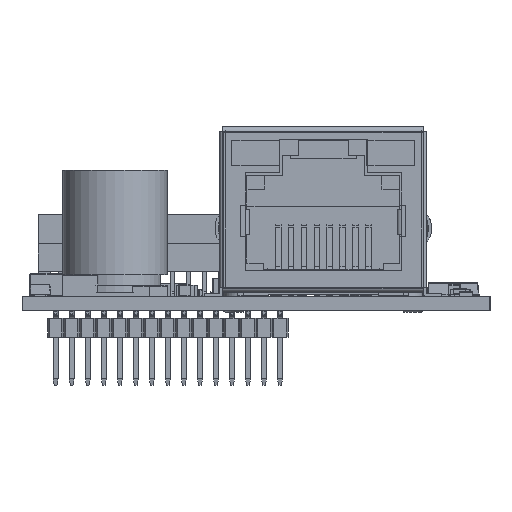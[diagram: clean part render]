
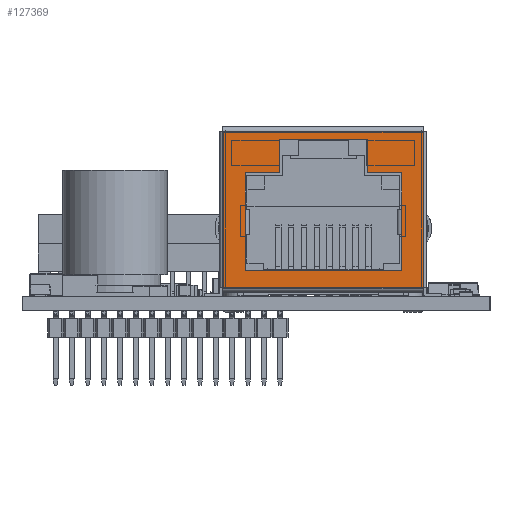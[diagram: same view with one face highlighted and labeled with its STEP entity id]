
A CAD part, left-side view. The second image highlights one B-rep face of the part: STEP entity #127369.
In plain terms, the highlighted planar face has unit normal (-1, 0, 0).
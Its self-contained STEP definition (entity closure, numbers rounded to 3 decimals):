
#1612=FACE_BOUND('',#21643,.T.);
#14690=FACE_OUTER_BOUND('',#21642,.T.);
#21642=EDGE_LOOP('',(#106796,#106797,#106798,#106799,#106800,#106801,#106802,
#106803));
#21643=EDGE_LOOP('',(#106804,#106805,#106806,#106807,#106808,#106809,#106810,
#106811,#106812,#106813,#106814,#106815));
#32939=LINE('',#196758,#47482);
#33018=LINE('',#196966,#47561);
#33023=LINE('',#196975,#47566);
#33024=LINE('',#196978,#47567);
#33025=LINE('',#196980,#47568);
#33026=LINE('',#196982,#47569);
#33027=LINE('',#196984,#47570);
#33028=LINE('',#196985,#47571);
#33029=LINE('',#196986,#47572);
#33030=LINE('',#196989,#47573);
#33031=LINE('',#196991,#47574);
#33032=LINE('',#196993,#47575);
#33033=LINE('',#196995,#47576);
#33034=LINE('',#196997,#47577);
#33035=LINE('',#196999,#47578);
#33036=LINE('',#197001,#47579);
#33037=LINE('',#197003,#47580);
#33038=LINE('',#197004,#47581);
#33039=LINE('',#197006,#47582);
#33040=LINE('',#197007,#47583);
#47482=VECTOR('',#159800,1.);
#47561=VECTOR('',#159957,1.);
#47566=VECTOR('',#159964,1.);
#47567=VECTOR('',#159967,1.);
#47568=VECTOR('',#159968,1.);
#47569=VECTOR('',#159969,1.);
#47570=VECTOR('',#159970,1.);
#47571=VECTOR('',#159971,1.);
#47572=VECTOR('',#159972,1.);
#47573=VECTOR('',#159973,1.);
#47574=VECTOR('',#159974,1.);
#47575=VECTOR('',#159975,1.);
#47576=VECTOR('',#159976,1.);
#47577=VECTOR('',#159977,1.);
#47578=VECTOR('',#159978,1.);
#47579=VECTOR('',#159979,1.);
#47580=VECTOR('',#159980,1.);
#47581=VECTOR('',#159981,1.);
#47582=VECTOR('',#159982,1.);
#47583=VECTOR('',#159983,1.);
#59977=VERTEX_POINT('',#196754);
#59979=VERTEX_POINT('',#196757);
#60009=VERTEX_POINT('',#196824);
#60068=VERTEX_POINT('',#196963);
#60069=VERTEX_POINT('',#196965);
#60072=VERTEX_POINT('',#196973);
#60073=VERTEX_POINT('',#196977);
#60074=VERTEX_POINT('',#196979);
#60075=VERTEX_POINT('',#196981);
#60076=VERTEX_POINT('',#196983);
#60077=VERTEX_POINT('',#196987);
#60078=VERTEX_POINT('',#196988);
#60079=VERTEX_POINT('',#196990);
#60080=VERTEX_POINT('',#196992);
#60081=VERTEX_POINT('',#196994);
#60082=VERTEX_POINT('',#196996);
#60083=VERTEX_POINT('',#196998);
#60084=VERTEX_POINT('',#197000);
#60085=VERTEX_POINT('',#197002);
#60086=VERTEX_POINT('',#197005);
#77130=EDGE_CURVE('',#59979,#59977,#32939,.T.);
#77233=EDGE_CURVE('',#60068,#60069,#33018,.T.);
#77238=EDGE_CURVE('',#60072,#60009,#33023,.T.);
#77239=EDGE_CURVE('',#60072,#60073,#33024,.T.);
#77240=EDGE_CURVE('',#60074,#60073,#33025,.T.);
#77241=EDGE_CURVE('',#60074,#60075,#33026,.T.);
#77242=EDGE_CURVE('',#60076,#60075,#33027,.T.);
#77243=EDGE_CURVE('',#60069,#60076,#33028,.T.);
#77244=EDGE_CURVE('',#60068,#60009,#33029,.T.);
#77245=EDGE_CURVE('',#60077,#60078,#33030,.T.);
#77246=EDGE_CURVE('',#60078,#60079,#33031,.T.);
#77247=EDGE_CURVE('',#60079,#60080,#33032,.T.);
#77248=EDGE_CURVE('',#60080,#60081,#33033,.T.);
#77249=EDGE_CURVE('',#60081,#60082,#33034,.T.);
#77250=EDGE_CURVE('',#60082,#60083,#33035,.T.);
#77251=EDGE_CURVE('',#60084,#60083,#33036,.T.);
#77252=EDGE_CURVE('',#60084,#60085,#33037,.T.);
#77253=EDGE_CURVE('',#60085,#59979,#33038,.T.);
#77254=EDGE_CURVE('',#59977,#60086,#33039,.T.);
#77255=EDGE_CURVE('',#60086,#60077,#33040,.T.);
#106796=ORIENTED_EDGE('',*,*,#77238,.F.);
#106797=ORIENTED_EDGE('',*,*,#77239,.T.);
#106798=ORIENTED_EDGE('',*,*,#77240,.F.);
#106799=ORIENTED_EDGE('',*,*,#77241,.T.);
#106800=ORIENTED_EDGE('',*,*,#77242,.F.);
#106801=ORIENTED_EDGE('',*,*,#77243,.F.);
#106802=ORIENTED_EDGE('',*,*,#77233,.F.);
#106803=ORIENTED_EDGE('',*,*,#77244,.T.);
#106804=ORIENTED_EDGE('',*,*,#77245,.T.);
#106805=ORIENTED_EDGE('',*,*,#77246,.T.);
#106806=ORIENTED_EDGE('',*,*,#77247,.T.);
#106807=ORIENTED_EDGE('',*,*,#77248,.T.);
#106808=ORIENTED_EDGE('',*,*,#77249,.T.);
#106809=ORIENTED_EDGE('',*,*,#77250,.T.);
#106810=ORIENTED_EDGE('',*,*,#77251,.F.);
#106811=ORIENTED_EDGE('',*,*,#77252,.T.);
#106812=ORIENTED_EDGE('',*,*,#77253,.T.);
#106813=ORIENTED_EDGE('',*,*,#77130,.T.);
#106814=ORIENTED_EDGE('',*,*,#77254,.T.);
#106815=ORIENTED_EDGE('',*,*,#77255,.T.);
#121251=PLANE('',#135969);
#127369=ADVANCED_FACE('',(#14690,#1612),#121251,.T.);
#135969=AXIS2_PLACEMENT_3D('',#196976,#159965,#159966);
#159800=DIRECTION('',(0.,0.,1.));
#159957=DIRECTION('',(0.,0.,1.));
#159964=DIRECTION('',(0.,0.,1.));
#159965=DIRECTION('center_axis',(-1.,0.,0.));
#159966=DIRECTION('ref_axis',(0.,0.,-1.));
#159967=DIRECTION('',(0.,-1.,0.));
#159968=DIRECTION('',(0.,0.,-1.));
#159969=DIRECTION('',(0.,0.,1.));
#159970=DIRECTION('',(0.,0.,-1.));
#159971=DIRECTION('',(0.,-1.,0.));
#159972=DIRECTION('',(0.,0.,-1.));
#159973=DIRECTION('',(0.,-1.,0.));
#159974=DIRECTION('',(0.,0.,1.));
#159975=DIRECTION('',(0.,-1.,0.));
#159976=DIRECTION('',(0.,0.,-1.));
#159977=DIRECTION('',(0.,-1.,0.));
#159978=DIRECTION('',(0.,0.,-1.));
#159979=DIRECTION('',(0.,0.,1.));
#159980=DIRECTION('',(0.,0.,-1.));
#159981=DIRECTION('',(0.,1.,0.));
#159982=DIRECTION('',(0.,0.,1.));
#159983=DIRECTION('',(0.,0.,1.));
#196754=CARTESIAN_POINT('',(0.38,19.408,4.93));
#196757=CARTESIAN_POINT('',(0.38,19.408,2.055));
#196758=CARTESIAN_POINT('',(0.38,19.408,2.055));
#196824=CARTESIAN_POINT('',(0.38,21.148,0.717));
#196963=CARTESIAN_POINT('',(0.38,21.148,13.093));
#196965=CARTESIAN_POINT('',(0.38,21.148,13.095));
#196966=CARTESIAN_POINT('',(0.38,21.148,13.095));
#196973=CARTESIAN_POINT('',(0.38,21.148,0.715));
#196975=CARTESIAN_POINT('',(0.38,21.148,13.095));
#196976=CARTESIAN_POINT('Origin',(0.38,21.158,0.715));
#196977=CARTESIAN_POINT('',(0.38,5.268,0.715));
#196978=CARTESIAN_POINT('',(0.38,21.158,0.715));
#196979=CARTESIAN_POINT('',(0.38,5.268,0.717));
#196980=CARTESIAN_POINT('',(0.38,5.268,0.715));
#196981=CARTESIAN_POINT('',(0.38,5.268,13.093));
#196982=CARTESIAN_POINT('',(0.38,5.268,0.717));
#196983=CARTESIAN_POINT('',(0.38,5.268,13.095));
#196984=CARTESIAN_POINT('',(0.38,5.268,0.715));
#196985=CARTESIAN_POINT('',(0.38,21.158,13.095));
#196986=CARTESIAN_POINT('',(0.38,21.148,13.093));
#196987=CARTESIAN_POINT('',(0.38,19.408,9.805));
#196988=CARTESIAN_POINT('',(0.38,16.708,9.805));
#196989=CARTESIAN_POINT('',(0.38,19.408,9.805));
#196990=CARTESIAN_POINT('',(0.38,16.708,12.455));
#196991=CARTESIAN_POINT('',(0.38,16.708,9.805));
#196992=CARTESIAN_POINT('',(0.38,9.708,12.455));
#196993=CARTESIAN_POINT('',(0.38,16.708,12.455));
#196994=CARTESIAN_POINT('',(0.38,9.708,9.805));
#196995=CARTESIAN_POINT('',(0.38,9.708,12.455));
#196996=CARTESIAN_POINT('',(0.38,7.008,9.805));
#196997=CARTESIAN_POINT('',(0.38,9.708,9.805));
#196998=CARTESIAN_POINT('',(0.38,7.008,6.93));
#196999=CARTESIAN_POINT('',(0.38,7.008,9.805));
#197000=CARTESIAN_POINT('',(0.38,7.008,4.93));
#197001=CARTESIAN_POINT('',(0.38,7.008,4.93));
#197002=CARTESIAN_POINT('',(0.38,7.008,2.055));
#197003=CARTESIAN_POINT('',(0.38,7.008,9.805));
#197004=CARTESIAN_POINT('',(0.38,7.008,2.055));
#197005=CARTESIAN_POINT('',(0.38,19.408,6.93));
#197006=CARTESIAN_POINT('',(0.38,19.408,4.93));
#197007=CARTESIAN_POINT('',(0.38,19.408,2.055));
